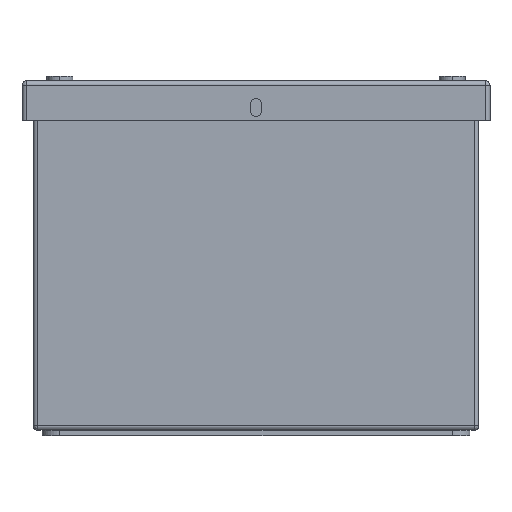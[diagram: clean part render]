
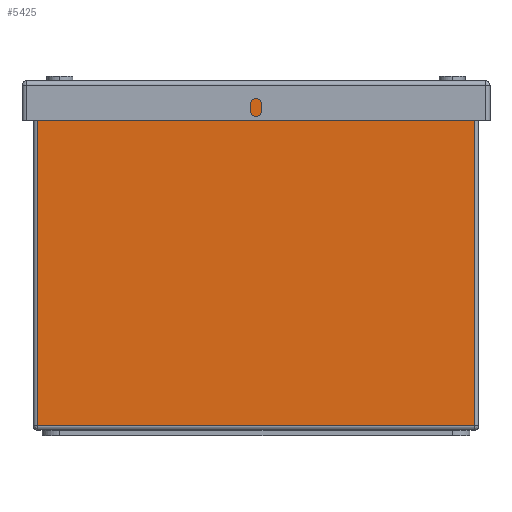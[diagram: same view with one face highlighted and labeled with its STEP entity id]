
A CAD part, left-side view. The second image highlights one B-rep face of the part: STEP entity #5425.
In plain terms, the highlighted planar face has unit normal (-1, 0, 0).
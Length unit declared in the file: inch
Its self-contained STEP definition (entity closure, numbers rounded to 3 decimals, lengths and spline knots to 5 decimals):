
#296 = CARTESIAN_POINT ( 'NONE',  ( 0., 0.06, 4.69 ) ) ;
#374 = ORIENTED_EDGE ( 'NONE', *, *, #386, .F. ) ;
#386 = EDGE_CURVE ( 'NONE', #8644, #13596, #9964, .T. ) ;
#1114 = DIRECTION ( 'NONE',  ( 1., 0., 0. ) ) ;
#1670 = LINE ( 'NONE', #6509, #4803 ) ;
#1822 = CARTESIAN_POINT ( 'NONE',  ( 0., 6.19, 0.06 ) ) ;
#1962 = VECTOR ( 'NONE', #8929, 39.37008 ) ;
#2162 = VERTEX_POINT ( 'NONE', #14197 ) ;
#2319 = DIRECTION ( 'NONE',  ( 0., 1., 0. ) ) ;
#2384 = ORIENTED_EDGE ( 'NONE', *, *, #3957, .F. ) ;
#3724 = PLANE ( 'NONE',  #5354 ) ;
#3957 = EDGE_CURVE ( 'NONE', #13596, #7926, #1670, .T. ) ;
#4691 = CARTESIAN_POINT ( 'NONE',  ( 0., 6.19, 4.75 ) ) ;
#4803 = VECTOR ( 'NONE', #11337, 39.37008 ) ;
#5354 = AXIS2_PLACEMENT_3D ( 'NONE', #4691, #1114, #2319 ) ;
#5425 = ADVANCED_FACE ( 'NONE', ( #12127 ), #3724, .F. ) ;
#6509 = CARTESIAN_POINT ( 'NONE',  ( 0., 0.06, 4.75 ) ) ;
#6562 = CARTESIAN_POINT ( 'NONE',  ( 0., 6.19, 4.69 ) ) ;
#7282 = EDGE_CURVE ( 'NONE', #7926, #2162, #15194, .T. ) ;
#7286 = CARTESIAN_POINT ( 'NONE',  ( 0., 0.06, 4.69 ) ) ;
#7926 = VERTEX_POINT ( 'NONE', #8611 ) ;
#8429 = EDGE_LOOP ( 'NONE', ( #374, #13762, #12998, #2384 ) ) ;
#8611 = CARTESIAN_POINT ( 'NONE',  ( 0., 0.06, 0.06 ) ) ;
#8622 = VECTOR ( 'NONE', #11724, 39.37008 ) ;
#8644 = VERTEX_POINT ( 'NONE', #6562 ) ;
#8929 = DIRECTION ( 'NONE',  ( 0., -1., 0. ) ) ;
#9032 = DIRECTION ( 'NONE',  ( 0., 0., 1. ) ) ;
#9740 = EDGE_CURVE ( 'NONE', #2162, #8644, #11798, .T. ) ;
#9964 = LINE ( 'NONE', #296, #1962 ) ;
#10224 = CARTESIAN_POINT ( 'NONE',  ( 0., 6.19, 4.75 ) ) ;
#11337 = DIRECTION ( 'NONE',  ( 0., 0., -1. ) ) ;
#11724 = DIRECTION ( 'NONE',  ( 0., 1., 0. ) ) ;
#11798 = LINE ( 'NONE', #10224, #14070 ) ;
#12127 = FACE_OUTER_BOUND ( 'NONE', #8429, .T. ) ;
#12998 = ORIENTED_EDGE ( 'NONE', *, *, #7282, .F. ) ;
#13596 = VERTEX_POINT ( 'NONE', #7286 ) ;
#13762 = ORIENTED_EDGE ( 'NONE', *, *, #9740, .F. ) ;
#14070 = VECTOR ( 'NONE', #9032, 39.37008 ) ;
#14197 = CARTESIAN_POINT ( 'NONE',  ( 0., 6.19, 0.06 ) ) ;
#15194 = LINE ( 'NONE', #1822, #8622 ) ;
